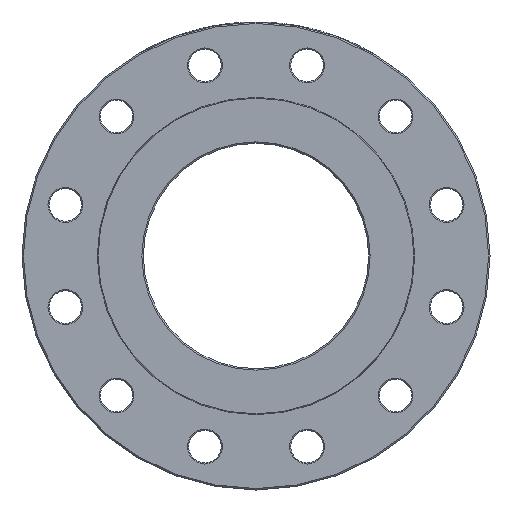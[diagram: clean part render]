
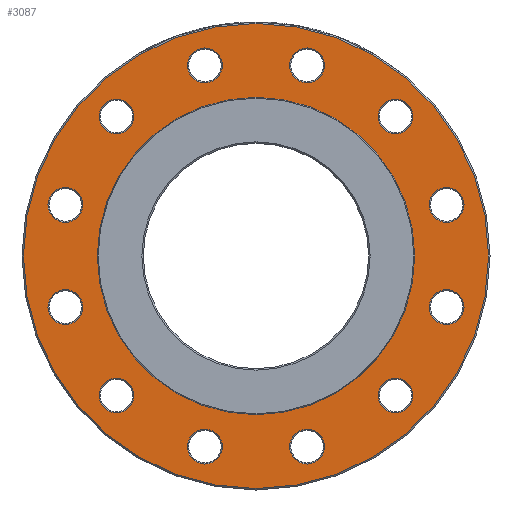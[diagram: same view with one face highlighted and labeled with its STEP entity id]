
A CAD part, left-side view. The second image highlights one B-rep face of the part: STEP entity #3087.
In plain terms, the highlighted planar face has unit normal (-1, 0, 0).
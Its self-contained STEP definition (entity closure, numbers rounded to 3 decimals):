
#10 = ORIENTED_EDGE ( 'NONE', *, *, #8312, .T. ) ;
#16 = CIRCLE ( 'NONE', #6698, 11.9 ) ;
#55 = CIRCLE ( 'NONE', #5326, 11.9 ) ;
#102 = AXIS2_PLACEMENT_3D ( 'NONE', #3870, #3146, #5855 ) ;
#107 = AXIS2_PLACEMENT_3D ( 'NONE', #7583, #2020, #2191 ) ;
#179 = ORIENTED_EDGE ( 'NONE', *, *, #6398, .T. ) ;
#204 = CARTESIAN_POINT ( 'NONE',  ( 2., 89.474, -105.73 ) ) ;
#210 = FACE_BOUND ( 'NONE', #4694, .T. ) ;
#344 = FACE_BOUND ( 'NONE', #2137, .T. ) ;
#471 = ORIENTED_EDGE ( 'NONE', *, *, #7450, .T. ) ;
#548 = CARTESIAN_POINT ( 'NONE',  ( 2., 95.424, -95.424 ) ) ;
#650 = CIRCLE ( 'NONE', #6173, 11.9 ) ;
#668 = VERTEX_POINT ( 'NONE', #3419 ) ;
#749 = CARTESIAN_POINT ( 'NONE',  ( 2., -130.352, 34.928 ) ) ;
#753 = CARTESIAN_POINT ( 'NONE',  ( 2., 130.352, -46.828 ) ) ;
#806 = CARTESIAN_POINT ( 'NONE',  ( 2., 0., 0. ) ) ;
#966 = FACE_BOUND ( 'NONE', #5438, .T. ) ;
#1011 = FACE_BOUND ( 'NONE', #8420, .T. ) ;
#1066 = EDGE_LOOP ( 'NONE', ( #7412 ) ) ;
#1076 = CARTESIAN_POINT ( 'NONE',  ( 2., 34.928, -130.352 ) ) ;
#1274 = DIRECTION ( 'NONE',  ( 0., 1., 0. ) ) ;
#1280 = DIRECTION ( 'NONE',  ( 1., 0., 0. ) ) ;
#1418 = EDGE_CURVE ( 'NONE', #668, #668, #1556, .T. ) ;
#1421 = VERTEX_POINT ( 'NONE', #753 ) ;
#1464 = DIRECTION ( 'NONE',  ( 0., 0.866, -0.5 ) ) ;
#1522 = DIRECTION ( 'NONE',  ( 1., 0., 0. ) ) ;
#1556 = CIRCLE ( 'NONE', #1985, 108.486 ) ;
#1642 = FACE_BOUND ( 'NONE', #3992, .T. ) ;
#1675 = EDGE_CURVE ( 'NONE', #1421, #1421, #3803, .T. ) ;
#1687 = DIRECTION ( 'NONE',  ( 1., 0., 0. ) ) ;
#1769 = CARTESIAN_POINT ( 'NONE',  ( 2., 0., -159. ) ) ;
#1985 = AXIS2_PLACEMENT_3D ( 'NONE', #806, #3518, #5746 ) ;
#2020 = DIRECTION ( 'NONE',  ( 1., 0., 0. ) ) ;
#2069 = DIRECTION ( 'NONE',  ( -1., 0., 0. ) ) ;
#2076 = EDGE_CURVE ( 'NONE', #4139, #4139, #5934, .T. ) ;
#2129 = CARTESIAN_POINT ( 'NONE',  ( 2., 95.424, 95.424 ) ) ;
#2137 = EDGE_LOOP ( 'NONE', ( #5820 ) ) ;
#2191 = DIRECTION ( 'NONE',  ( 0., 0.5, 0.866 ) ) ;
#2206 = AXIS2_PLACEMENT_3D ( 'NONE', #548, #8114, #3257 ) ;
#2273 = EDGE_LOOP ( 'NONE', ( #5964 ) ) ;
#2296 = CIRCLE ( 'NONE', #2868, 11.9 ) ;
#2297 = CARTESIAN_POINT ( 'NONE',  ( 2., -95.424, -95.424 ) ) ;
#2390 = CARTESIAN_POINT ( 'NONE',  ( 2., -105.73, -89.474 ) ) ;
#2422 = AXIS2_PLACEMENT_3D ( 'NONE', #7378, #1280, #3997 ) ;
#2449 = AXIS2_PLACEMENT_3D ( 'NONE', #6147, #2069, #4912 ) ;
#2503 = EDGE_CURVE ( 'NONE', #5713, #5713, #650, .T. ) ;
#2509 = EDGE_LOOP ( 'NONE', ( #471 ) ) ;
#2522 = EDGE_LOOP ( 'NONE', ( #10 ) ) ;
#2654 = ORIENTED_EDGE ( 'NONE', *, *, #5116, .T. ) ;
#2774 = EDGE_CURVE ( 'NONE', #3593, #3593, #8037, .T. ) ;
#2868 = AXIS2_PLACEMENT_3D ( 'NONE', #2297, #7731, #7325 ) ;
#2969 = CARTESIAN_POINT ( 'NONE',  ( 2., 24.622, -136.302 ) ) ;
#3075 = DIRECTION ( 'NONE',  ( 0., -0.866, -0.5 ) ) ;
#3087 = ADVANCED_FACE ( 'NONE', ( #7699, #7019, #7830, #3599, #210, #3688, #1642, #966, #1011, #3107, #7784, #5637, #6391, #344 ), #8486, .F. ) ;
#3107 = FACE_BOUND ( 'NONE', #7093, .T. ) ;
#3141 = VERTEX_POINT ( 'NONE', #3820 ) ;
#3146 = DIRECTION ( 'NONE',  ( 1., 0., 0. ) ) ;
#3151 = CIRCLE ( 'NONE', #2422, 11.9 ) ;
#3257 = DIRECTION ( 'NONE',  ( 0., -0.5, -0.866 ) ) ;
#3373 = EDGE_CURVE ( 'NONE', #8386, #8386, #55, .T. ) ;
#3419 = CARTESIAN_POINT ( 'NONE',  ( 2., 0., 108.486 ) ) ;
#3518 = DIRECTION ( 'NONE',  ( -1., 0., 0. ) ) ;
#3524 = EDGE_LOOP ( 'NONE', ( #4243 ) ) ;
#3593 = VERTEX_POINT ( 'NONE', #204 ) ;
#3599 = FACE_BOUND ( 'NONE', #2273, .T. ) ;
#3644 = DIRECTION ( 'NONE',  ( 0., 0., -1. ) ) ;
#3646 = DIRECTION ( 'NONE',  ( 0., -0.5, 0.866 ) ) ;
#3688 = FACE_BOUND ( 'NONE', #5023, .T. ) ;
#3746 = EDGE_CURVE ( 'NONE', #8347, #8347, #3151, .T. ) ;
#3795 = DIRECTION ( 'NONE',  ( 1., 0., 0. ) ) ;
#3803 = CIRCLE ( 'NONE', #5773, 11.9 ) ;
#3820 = CARTESIAN_POINT ( 'NONE',  ( 2., 46.828, 130.352 ) ) ;
#3870 = CARTESIAN_POINT ( 'NONE',  ( 2., 130.352, 34.928 ) ) ;
#3902 = EDGE_LOOP ( 'NONE', ( #5067 ) ) ;
#3959 = CIRCLE ( 'NONE', #4382, 11.9 ) ;
#3992 = EDGE_LOOP ( 'NONE', ( #6881 ) ) ;
#3997 = DIRECTION ( 'NONE',  ( 0., 0.866, 0.5 ) ) ;
#4025 = ORIENTED_EDGE ( 'NONE', *, *, #6412, .T. ) ;
#4139 = VERTEX_POINT ( 'NONE', #6846 ) ;
#4243 = ORIENTED_EDGE ( 'NONE', *, *, #2774, .T. ) ;
#4279 = CIRCLE ( 'NONE', #8382, 11.9 ) ;
#4382 = AXIS2_PLACEMENT_3D ( 'NONE', #5560, #1522, #5810 ) ;
#4438 = CIRCLE ( 'NONE', #2449, 159. ) ;
#4694 = EDGE_LOOP ( 'NONE', ( #8466 ) ) ;
#4719 = CIRCLE ( 'NONE', #6406, 11.9 ) ;
#4844 = DIRECTION ( 'NONE',  ( 1., 0., 0. ) ) ;
#4846 = DIRECTION ( 'NONE',  ( 1., 0., 0. ) ) ;
#4892 = CARTESIAN_POINT ( 'NONE',  ( 2., -46.828, -130.352 ) ) ;
#4912 = DIRECTION ( 'NONE',  ( 0., 0., -1. ) ) ;
#5023 = EDGE_LOOP ( 'NONE', ( #6697 ) ) ;
#5067 = ORIENTED_EDGE ( 'NONE', *, *, #7233, .T. ) ;
#5116 = EDGE_CURVE ( 'NONE', #6340, #6340, #4279, .T. ) ;
#5127 = CARTESIAN_POINT ( 'NONE',  ( 2., 130.352, -34.928 ) ) ;
#5157 = DIRECTION ( 'NONE',  ( 1., 0., 0. ) ) ;
#5326 = AXIS2_PLACEMENT_3D ( 'NONE', #749, #4844, #6252 ) ;
#5438 = EDGE_LOOP ( 'NONE', ( #6820 ) ) ;
#5546 = VERTEX_POINT ( 'NONE', #8265 ) ;
#5560 = CARTESIAN_POINT ( 'NONE',  ( 2., -34.928, -130.352 ) ) ;
#5630 = CARTESIAN_POINT ( 'NONE',  ( 2., -130.352, 46.828 ) ) ;
#5637 = FACE_BOUND ( 'NONE', #1066, .T. ) ;
#5670 = CARTESIAN_POINT ( 'NONE',  ( 2., -24.622, 136.302 ) ) ;
#5713 = VERTEX_POINT ( 'NONE', #6297 ) ;
#5746 = DIRECTION ( 'NONE',  ( 0., 0., 1. ) ) ;
#5773 = AXIS2_PLACEMENT_3D ( 'NONE', #5127, #3795, #7845 ) ;
#5787 = CIRCLE ( 'NONE', #102, 11.9 ) ;
#5810 = DIRECTION ( 'NONE',  ( 0., -1., 0. ) ) ;
#5820 = ORIENTED_EDGE ( 'NONE', *, *, #1418, .F. ) ;
#5855 = DIRECTION ( 'NONE',  ( 0., 0.5, -0.866 ) ) ;
#5934 = CIRCLE ( 'NONE', #107, 11.9 ) ;
#5964 = ORIENTED_EDGE ( 'NONE', *, *, #3746, .T. ) ;
#6025 = AXIS2_PLACEMENT_3D ( 'NONE', #7105, #5157, #3644 ) ;
#6147 = CARTESIAN_POINT ( 'NONE',  ( 2., 0., 0. ) ) ;
#6173 = AXIS2_PLACEMENT_3D ( 'NONE', #7788, #1687, #3646 ) ;
#6252 = DIRECTION ( 'NONE',  ( 0., 0., 1. ) ) ;
#6297 = CARTESIAN_POINT ( 'NONE',  ( 2., -136.302, -24.622 ) ) ;
#6340 = VERTEX_POINT ( 'NONE', #2969 ) ;
#6384 = VERTEX_POINT ( 'NONE', #4892 ) ;
#6391 = FACE_OUTER_BOUND ( 'NONE', #2522, .T. ) ;
#6398 = EDGE_CURVE ( 'NONE', #6384, #6384, #3959, .T. ) ;
#6406 = AXIS2_PLACEMENT_3D ( 'NONE', #7280, #7370, #1274 ) ;
#6412 = EDGE_CURVE ( 'NONE', #5546, #5546, #5787, .T. ) ;
#6431 = VERTEX_POINT ( 'NONE', #1769 ) ;
#6523 = VERTEX_POINT ( 'NONE', #2390 ) ;
#6612 = CARTESIAN_POINT ( 'NONE',  ( 2., 105.73, 89.474 ) ) ;
#6697 = ORIENTED_EDGE ( 'NONE', *, *, #3373, .T. ) ;
#6698 = AXIS2_PLACEMENT_3D ( 'NONE', #2129, #4846, #1464 ) ;
#6730 = EDGE_LOOP ( 'NONE', ( #4025 ) ) ;
#6820 = ORIENTED_EDGE ( 'NONE', *, *, #7342, .T. ) ;
#6846 = CARTESIAN_POINT ( 'NONE',  ( 2., -89.474, 105.73 ) ) ;
#6881 = ORIENTED_EDGE ( 'NONE', *, *, #2503, .T. ) ;
#7019 = FACE_BOUND ( 'NONE', #3902, .T. ) ;
#7093 = EDGE_LOOP ( 'NONE', ( #2654 ) ) ;
#7105 = CARTESIAN_POINT ( 'NONE',  ( 2., 108.486, 0. ) ) ;
#7233 = EDGE_CURVE ( 'NONE', #8572, #8572, #16, .T. ) ;
#7280 = CARTESIAN_POINT ( 'NONE',  ( 2., 34.928, 130.352 ) ) ;
#7325 = DIRECTION ( 'NONE',  ( 0., -0.866, 0.5 ) ) ;
#7342 = EDGE_CURVE ( 'NONE', #6523, #6523, #2296, .T. ) ;
#7370 = DIRECTION ( 'NONE',  ( 1., 0., 0. ) ) ;
#7378 = CARTESIAN_POINT ( 'NONE',  ( 2., -34.928, 130.352 ) ) ;
#7412 = ORIENTED_EDGE ( 'NONE', *, *, #1675, .T. ) ;
#7450 = EDGE_CURVE ( 'NONE', #3141, #3141, #4719, .T. ) ;
#7583 = CARTESIAN_POINT ( 'NONE',  ( 2., -95.424, 95.424 ) ) ;
#7699 = FACE_BOUND ( 'NONE', #6730, .T. ) ;
#7731 = DIRECTION ( 'NONE',  ( 1., 0., 0. ) ) ;
#7784 = FACE_BOUND ( 'NONE', #3524, .T. ) ;
#7788 = CARTESIAN_POINT ( 'NONE',  ( 2., -130.352, -34.928 ) ) ;
#7830 = FACE_BOUND ( 'NONE', #2509, .T. ) ;
#7845 = DIRECTION ( 'NONE',  ( 0., 0., -1. ) ) ;
#7975 = DIRECTION ( 'NONE',  ( 1., 0., 0. ) ) ;
#8037 = CIRCLE ( 'NONE', #2206, 11.9 ) ;
#8114 = DIRECTION ( 'NONE',  ( 1., 0., 0. ) ) ;
#8265 = CARTESIAN_POINT ( 'NONE',  ( 2., 136.302, 24.622 ) ) ;
#8312 = EDGE_CURVE ( 'NONE', #6431, #6431, #4438, .T. ) ;
#8347 = VERTEX_POINT ( 'NONE', #5670 ) ;
#8382 = AXIS2_PLACEMENT_3D ( 'NONE', #1076, #7975, #3075 ) ;
#8386 = VERTEX_POINT ( 'NONE', #5630 ) ;
#8420 = EDGE_LOOP ( 'NONE', ( #179 ) ) ;
#8466 = ORIENTED_EDGE ( 'NONE', *, *, #2076, .T. ) ;
#8486 = PLANE ( 'NONE',  #6025 ) ;
#8572 = VERTEX_POINT ( 'NONE', #6612 ) ;
